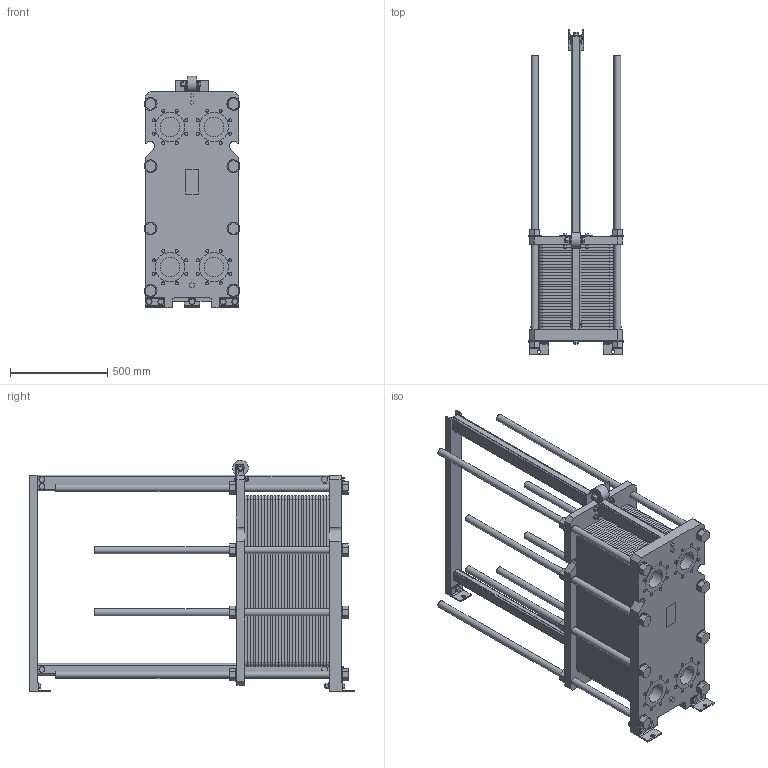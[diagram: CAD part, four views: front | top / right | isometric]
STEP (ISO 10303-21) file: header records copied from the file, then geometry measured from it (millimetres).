
FILE_DESCRIPTION(/* description */ (''),/* implementation_level */ '2;1');
FILE_NAME(/* name */ '3d_RHG-21-150-8026200.stp',/* time_stamp */ '2021-05-31T13:28:09+02:00',/* author */ ('Andrzej'),/* organization */ (''),/* preprocessor_version */ 'ST-DEVELOPER v16.13',/* originating_system */ 'AutoCAD Mechanical',/* authorisation */ '');
FILE_SCHEMA (('AUTOMOTIVE_DESIGN { 1 0 10303 214 3 1 1 }'));
Length unit declared in the file: millimetre
Products named in the file (1): Product
Bounding box: 490.9 x 1670 x 1186.98 mm (x, y, z)
Volume: 209442567.1 mm3; surface area: 26514858.7 mm2
Topology: 32 solids, 34 shells, 970 faces, 3848 edges, 4468 vertices
Faces by surface type: plane 673, cylinder 297
Full cylindrical faces by diameter (mm): 12 x4, 16 x37, 18 x3, 20 x1, 24 x8, 30 x31, 34 x1, 36 x16, 37 x2, 66 x16, 80 x1, 100 x4, 150 x4
Entity records: 40545 total; most frequent: CARTESIAN_POINT 9399, DIRECTION 6952, ORIENTED_EDGE 4506, LINE 2342, VECTOR 2342, AXIS2_PLACEMENT_3D 2305, EDGE_CURVE 2253, VERTEX_POINT 1561
